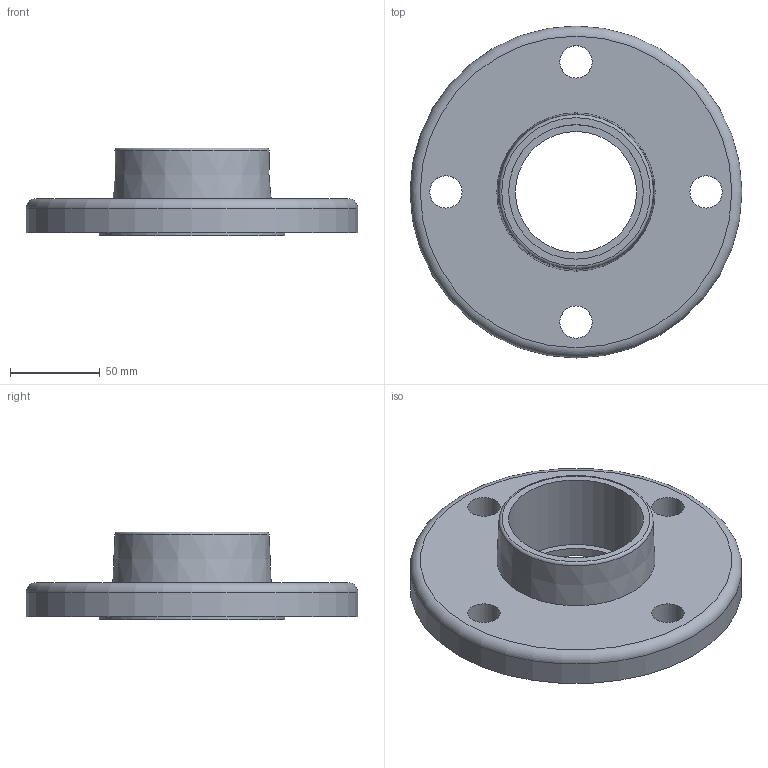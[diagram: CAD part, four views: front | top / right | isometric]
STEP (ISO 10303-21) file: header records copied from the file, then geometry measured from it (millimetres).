
FILE_DESCRIPTION(/* description */ ('Socket Flange, Raised/serrated faces for flat gaskets, FDV, d = 75 mm'),/* implementation_level */ '2;1');
FILE_NAME(/* name */ 'FDV075.ipt.stp',/* time_stamp */ '2013-10-01T14:40:09+02:00',/* author */ ('TraceParts'),/* organization */ ('TraceParts S.A.'),/* preprocessor_version */ 'ST-DEVELOPER v15.2',/* originating_system */ 'Autodesk Inventor 2014',/* authorisation */ '');
FILE_SCHEMA (('AUTOMOTIVE_DESIGN { 1 0 10303 214 3 1 1 }'));
Length unit declared in the file: millimetre
Products named in the file (1): FDV075
Bounding box: 185 x 185 x 49 mm (x, y, z)
Volume: 453775.4 mm3; surface area: 82024.8 mm2
Topology: 1 solids, 1 shells, 32 faces, 55 edges, 36 vertices
Faces by surface type: cylinder 16, plane 13, torus 2, cone 1
Full cylindrical faces by diameter (mm): 18 x4, 67.5 x1, 71.511 x1, 75 x1, 75.522 x1, 79.533 x1, 83.544 x1, 87.556 x1, 91.567 x1, 95.578 x1, 99.589 x1, 103.6 x1, 185 x1
Entity records: 725 total; most frequent: DIRECTION 138, CARTESIAN_POINT 105, EDGE_LOOP 72, ORIENTED_EDGE 72, AXIS2_PLACEMENT_3D 69, FACE_BOUND 51, CIRCLE 36, VERTEX_POINT 36
